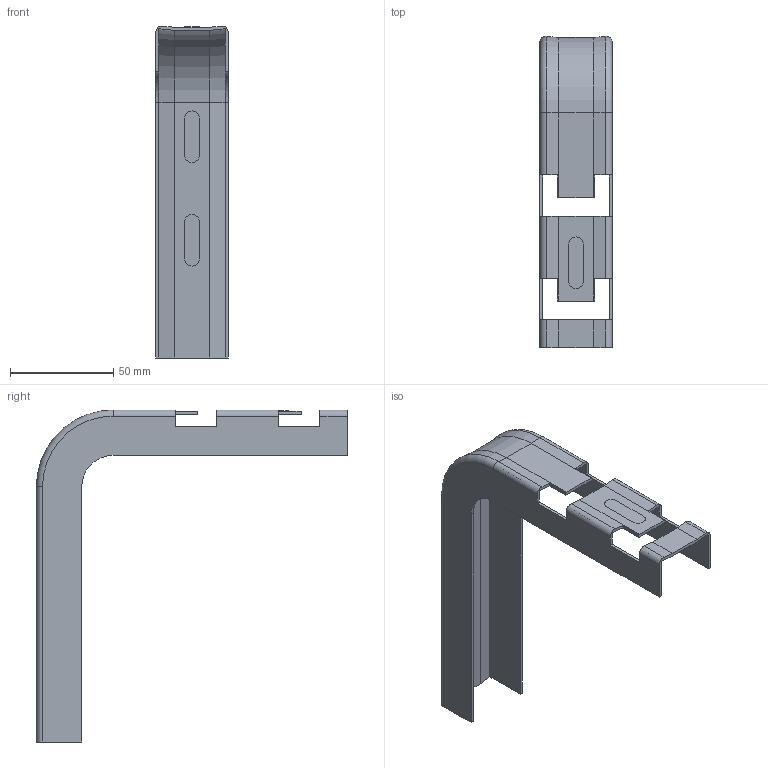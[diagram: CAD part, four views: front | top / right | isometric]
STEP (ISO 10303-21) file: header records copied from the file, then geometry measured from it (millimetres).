
FILE_DESCRIPTION(/* description */ (''),/* implementation_level */ '2;1');
FILE_NAME(/* name */ '556200.stp',/* time_stamp */ '2025-12-05T09:48:32+01:00',/* author */ ('mael.lecharpentier'),/* organization */ (''),/* preprocessor_version */ 'ST-DEVELOPER v20',/* originating_system */ 'AutoCAD Mechanical',/* authorisation */ '');
FILE_SCHEMA (('AUTOMOTIVE_DESIGN { 1 0 10303 214 3 1 1 }'));
Length unit declared in the file: millimetre
Products named in the file (1): Product
Bounding box: 35.02 x 150.62 x 160.62 mm (x, y, z)
Volume: 29102 mm3; surface area: 42083 mm2
Topology: 1 solids, 7 shells, 74 faces, 222 edges, 152 vertices
Faces by surface type: plane 56, cylinder 12, cone 4, torus 2
Entity records: 2531 total; most frequent: CARTESIAN_POINT 449, ORIENTED_EDGE 420, DIRECTION 414, EDGE_CURVE 222, LINE 180, VECTOR 180, VERTEX_POINT 152, AXIS2_PLACEMENT_3D 117
